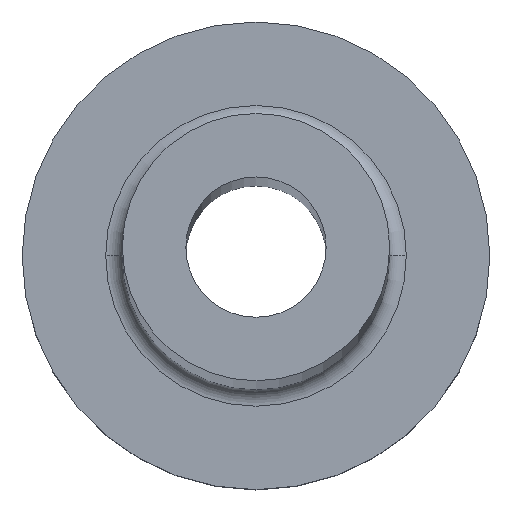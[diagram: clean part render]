
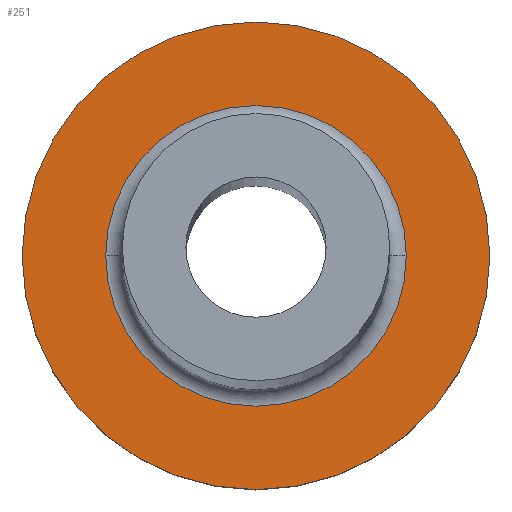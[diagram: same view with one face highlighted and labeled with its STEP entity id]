
A CAD part, top view. The second image highlights one B-rep face of the part: STEP entity #251.
In plain terms, the highlighted planar face has unit normal (0, 0, 1).
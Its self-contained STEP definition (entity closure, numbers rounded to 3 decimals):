
#6 = AXIS2_PLACEMENT_3D ( 'NONE', #178, #282, #37 ) ;
#11 = ORIENTED_EDGE ( 'NONE', *, *, #233, .T. ) ;
#24 = VERTEX_POINT ( 'NONE', #101 ) ;
#26 = FACE_OUTER_BOUND ( 'NONE', #256, .T. ) ;
#32 = ORIENTED_EDGE ( 'NONE', *, *, #40, .T. ) ;
#37 = DIRECTION ( 'NONE',  ( 1., 0., 0. ) ) ;
#40 = EDGE_CURVE ( 'NONE', #363, #142, #228, .T. ) ;
#41 = DIRECTION ( 'NONE',  ( 0., 0., 1. ) ) ;
#85 = AXIS2_PLACEMENT_3D ( 'NONE', #127, #41, #225 ) ;
#91 = AXIS2_PLACEMENT_3D ( 'NONE', #262, #290, #140 ) ;
#99 = ORIENTED_EDGE ( 'NONE', *, *, #215, .T. ) ;
#101 = CARTESIAN_POINT ( 'NONE',  ( -4.5, 0., 5. ) ) ;
#119 = DIRECTION ( 'NONE',  ( 1., 0., 0. ) ) ;
#127 = CARTESIAN_POINT ( 'NONE',  ( 0., 0., 5. ) ) ;
#132 = CIRCLE ( 'NONE', #229, 4.5 ) ;
#140 = DIRECTION ( 'NONE',  ( 1., 0., 0. ) ) ;
#142 = VERTEX_POINT ( 'NONE', #314 ) ;
#143 = CARTESIAN_POINT ( 'NONE',  ( 0., 0., 5. ) ) ;
#150 = FACE_BOUND ( 'NONE', #297, .T. ) ;
#153 = VERTEX_POINT ( 'NONE', #342 ) ;
#178 = CARTESIAN_POINT ( 'NONE',  ( 0., 0., 5. ) ) ;
#215 = EDGE_CURVE ( 'NONE', #153, #24, #132, .T. ) ;
#222 = ORIENTED_EDGE ( 'NONE', *, *, #293, .T. ) ;
#225 = DIRECTION ( 'NONE',  ( 1., 0., 0. ) ) ;
#228 = CIRCLE ( 'NONE', #85, 7. ) ;
#229 = AXIS2_PLACEMENT_3D ( 'NONE', #368, #231, #255 ) ;
#231 = DIRECTION ( 'NONE',  ( 0., 0., -1. ) ) ;
#233 = EDGE_CURVE ( 'NONE', #142, #363, #325, .T. ) ;
#251 = ADVANCED_FACE ( 'NONE', ( #150, #26 ), #267, .T. ) ;
#255 = DIRECTION ( 'NONE',  ( 1., 0., 0. ) ) ;
#256 = EDGE_LOOP ( 'NONE', ( #11, #32 ) ) ;
#262 = CARTESIAN_POINT ( 'NONE',  ( 0., 0., 5. ) ) ;
#263 = CIRCLE ( 'NONE', #6, 4.5 ) ;
#267 = PLANE ( 'NONE',  #91 ) ;
#271 = CARTESIAN_POINT ( 'NONE',  ( 7., 0., 5. ) ) ;
#282 = DIRECTION ( 'NONE',  ( 0., 0., -1. ) ) ;
#287 = AXIS2_PLACEMENT_3D ( 'NONE', #143, #324, #119 ) ;
#290 = DIRECTION ( 'NONE',  ( 0., 0., 1. ) ) ;
#293 = EDGE_CURVE ( 'NONE', #24, #153, #263, .T. ) ;
#297 = EDGE_LOOP ( 'NONE', ( #99, #222 ) ) ;
#314 = CARTESIAN_POINT ( 'NONE',  ( -7., 0., 5. ) ) ;
#324 = DIRECTION ( 'NONE',  ( 0., 0., 1. ) ) ;
#325 = CIRCLE ( 'NONE', #287, 7. ) ;
#342 = CARTESIAN_POINT ( 'NONE',  ( 4.5, 0., 5. ) ) ;
#363 = VERTEX_POINT ( 'NONE', #271 ) ;
#368 = CARTESIAN_POINT ( 'NONE',  ( 0., 0., 5. ) ) ;
